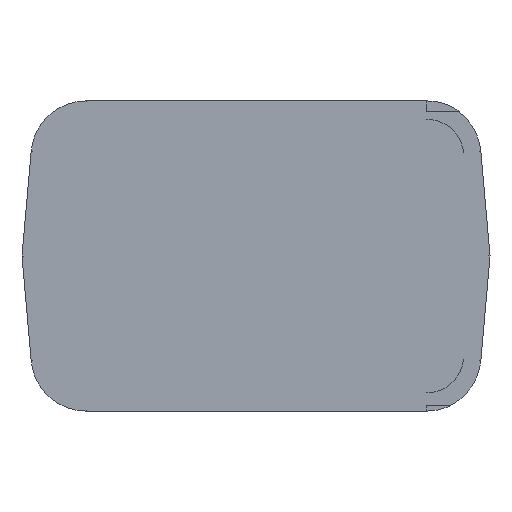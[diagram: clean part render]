
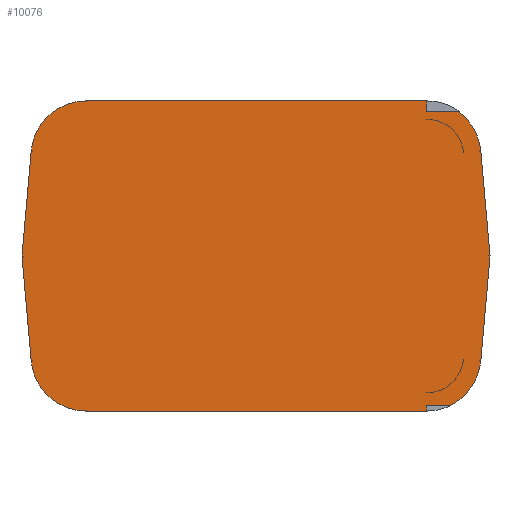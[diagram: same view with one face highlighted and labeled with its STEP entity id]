
A CAD part, left-side view. The second image highlights one B-rep face of the part: STEP entity #10076.
In plain terms, the highlighted planar face has unit normal (-1, 0, 0).
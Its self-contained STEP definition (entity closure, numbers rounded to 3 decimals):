
#1604=DIRECTION('',(0.,0.087,-0.996));
#1605=VECTOR('',#1604,39.949);
#1606=CARTESIAN_POINT('',(-59.,-67.987,0.));
#1607=LINE('',#1606,#1605);
#1616=DIRECTION('',(0.,-1.,0.));
#1617=VECTOR('',#1616,11.923);
#1618=CARTESIAN_POINT('',(-59.,-43.95,55.006));
#1619=LINE('',#1618,#1617);
#1620=DIRECTION('',(0.,0.,1.));
#1621=VECTOR('',#1620,2.006);
#1622=CARTESIAN_POINT('',(-59.,-43.95,-59.));
#1623=LINE('',#1622,#1621);
#1624=DIRECTION('',(0.,1.,0.));
#1625=VECTOR('',#1624,129.572);
#1626=CARTESIAN_POINT('',(-59.,-43.95,-59.));
#1627=LINE('',#1626,#1625);
#1628=CARTESIAN_POINT('',(-59.,85.622,-38.));
#1629=DIRECTION('',(1.,0.,0.));
#1630=DIRECTION('',(0.,0.,-1.));
#1631=AXIS2_PLACEMENT_3D('',#1628,#1629,#1630);
#1633=DIRECTION('',(0.,0.087,0.996));
#1634=VECTOR('',#1633,39.982);
#1635=CARTESIAN_POINT('',(-59.,106.542,-39.83));
#1636=LINE('',#1635,#1634);
#1637=DIRECTION('',(0.,-0.087,0.996));
#1638=VECTOR('',#1637,39.982);
#1639=CARTESIAN_POINT('',(-59.,110.027,0.));
#1640=LINE('',#1639,#1638);
#1641=CARTESIAN_POINT('',(-59.,85.622,38.));
#1642=DIRECTION('',(1.,0.,0.));
#1643=DIRECTION('',(0.,0.996,0.087));
#1644=AXIS2_PLACEMENT_3D('',#1641,#1642,#1643);
#1646=DIRECTION('',(0.,-1.,0.));
#1647=VECTOR('',#1646,129.572);
#1648=CARTESIAN_POINT('',(-59.,85.622,59.));
#1649=LINE('',#1648,#1647);
#1650=CARTESIAN_POINT('',(-59.,-43.95,55.006));
#1662=DIRECTION('',(0.,0.,-1.));
#1663=VECTOR('',#1662,3.994);
#1664=CARTESIAN_POINT('',(-59.,-43.95,59.));
#1665=LINE('',#1664,#1663);
#1679=CARTESIAN_POINT('',(-59.,-55.873,55.006));
#1699=CARTESIAN_POINT('',(-59.,-55.873,55.006));
#1700=CARTESIAN_POINT('',(-59.,-56.589,54.489));
#1701=CARTESIAN_POINT('',(-59.,-57.878,53.42));
#1702=CARTESIAN_POINT('',(-59.,-59.425,51.815));
#1703=CARTESIAN_POINT('',(-59.,-60.692,50.205));
#1704=CARTESIAN_POINT('',(-59.,-61.732,48.594));
#1705=CARTESIAN_POINT('',(-59.,-62.594,46.957));
#1706=CARTESIAN_POINT('',(-59.,-63.314,45.24));
#1707=CARTESIAN_POINT('',(-59.,-63.879,43.463));
#1708=CARTESIAN_POINT('',(-59.,-64.285,41.64));
#1709=CARTESIAN_POINT('',(-59.,-64.445,40.414));
#1710=CARTESIAN_POINT('',(-59.,-64.499,39.796));
#2618=DIRECTION('',(0.,-0.087,-0.996));
#2619=VECTOR('',#2618,39.949);
#2620=CARTESIAN_POINT('',(-59.,-64.499,39.796));
#2621=LINE('',#2620,#2619);
#6322=CARTESIAN_POINT('',(-59.,-52.503,-56.994));
#6328=CARTESIAN_POINT('',(-59.,-64.499,-39.796));
#6329=CARTESIAN_POINT('',(-59.,-64.444,-40.424));
#6330=CARTESIAN_POINT('',(-59.,-64.281,-41.67));
#6331=CARTESIAN_POINT('',(-59.,-63.864,-43.523));
#6332=CARTESIAN_POINT('',(-59.,-63.282,-45.329));
#6333=CARTESIAN_POINT('',(-59.,-62.543,-47.068));
#6334=CARTESIAN_POINT('',(-59.,-61.656,-48.722));
#6335=CARTESIAN_POINT('',(-59.,-60.642,-50.267));
#6336=CARTESIAN_POINT('',(-59.,-59.522,-51.688));
#6337=CARTESIAN_POINT('',(-59.,-58.302,-52.989));
#6338=CARTESIAN_POINT('',(-59.,-56.985,-54.177));
#6339=CARTESIAN_POINT('',(-59.,-55.576,-55.247));
#6340=CARTESIAN_POINT('',(-59.,-54.082,-56.196));
#6341=CARTESIAN_POINT('',(-59.,-53.038,-56.742));
#6342=CARTESIAN_POINT('',(-59.,-52.503,-56.994));
#6362=DIRECTION('',(0.,-1.,0.));
#6363=VECTOR('',#6362,8.553);
#6364=CARTESIAN_POINT('',(-59.,-43.95,-56.994));
#6365=LINE('',#6364,#6363);
#6373=CARTESIAN_POINT('',(-59.,-43.95,-56.994));
#7946=CARTESIAN_POINT('',(-59.,106.542,-39.83));
#7947=CARTESIAN_POINT('',(-59.,110.027,0.));
#7948=VERTEX_POINT('',#7946);
#7949=VERTEX_POINT('',#7947);
#7950=CARTESIAN_POINT('',(-59.,106.542,39.83));
#7951=VERTEX_POINT('',#7950);
#7952=CARTESIAN_POINT('',(-59.,85.622,59.));
#7953=VERTEX_POINT('',#7952);
#7954=CARTESIAN_POINT('',(-59.,-43.95,59.));
#7955=VERTEX_POINT('',#7954);
#7956=CARTESIAN_POINT('',(-59.,-43.95,-59.));
#7957=CARTESIAN_POINT('',(-59.,85.622,-59.));
#7958=VERTEX_POINT('',#7956);
#7959=VERTEX_POINT('',#7957);
#7992=VERTEX_POINT('',#1679);
#7993=VERTEX_POINT('',#1710);
#7994=VERTEX_POINT('',#1650);
#7995=CARTESIAN_POINT('',(-59.,-67.987,0.));
#7996=VERTEX_POINT('',#7995);
#7997=CARTESIAN_POINT('',(-59.,-64.499,-39.796));
#7998=VERTEX_POINT('',#7997);
#7999=VERTEX_POINT('',#6322);
#8001=VERTEX_POINT('',#6373);
#10042=CARTESIAN_POINT('',(-59.,119.816,58.528));
#10043=DIRECTION('',(1.,0.,0.));
#10044=DIRECTION('',(0.,0.,-1.));
#10045=AXIS2_PLACEMENT_3D('',#10042,#10043,#10044);
#10046=PLANE('',#10045);
#10048=ORIENTED_EDGE('',*,*,#10047,.T.);
#10050=ORIENTED_EDGE('',*,*,#10049,.T.);
#10052=ORIENTED_EDGE('',*,*,#10051,.T.);
#10054=ORIENTED_EDGE('',*,*,#10053,.T.);
#10055=ORIENTED_EDGE('',*,*,#10030,.T.);
#10057=ORIENTED_EDGE('',*,*,#10056,.T.);
#10059=ORIENTED_EDGE('',*,*,#10058,.F.);
#10061=ORIENTED_EDGE('',*,*,#10060,.F.);
#10063=ORIENTED_EDGE('',*,*,#10062,.T.);
#10065=ORIENTED_EDGE('',*,*,#10064,.T.);
#10067=ORIENTED_EDGE('',*,*,#10066,.T.);
#10069=ORIENTED_EDGE('',*,*,#10068,.T.);
#10071=ORIENTED_EDGE('',*,*,#10070,.T.);
#10073=ORIENTED_EDGE('',*,*,#10072,.T.);
#10074=EDGE_LOOP('',(#10048,#10050,#10052,#10054,#10055,#10057,#10059,#10061,
#10063,#10065,#10067,#10069,#10071,#10073));
#10075=FACE_OUTER_BOUND('',#10074,.F.);
#10076=ADVANCED_FACE('',(#10075),#10046,.F.);
#1632=CIRCLE('',#1631,21.);
#1645=CIRCLE('',#1644,21.);
#1711=B_SPLINE_CURVE_WITH_KNOTS('',3,(#1699,#1700,#1701,#1702,#1703,#1704,#1705,
#1706,#1707,#1708,#1709,#1710),.UNSPECIFIED.,.F.,.F.,(4,1,1,1,1,1,1,1,1,4),
(0.,0.111,0.222,0.333,0.444,
0.556,0.667,0.778,0.889,1.),
.UNSPECIFIED.);
#6343=B_SPLINE_CURVE_WITH_KNOTS('',3,(#6328,#6329,#6330,#6331,#6332,#6333,#6334,
#6335,#6336,#6337,#6338,#6339,#6340,#6341,#6342),.UNSPECIFIED.,.F.,.F.,(4,1,1,1,
1,1,1,1,1,1,1,1,4),(0.,0.083,0.167,0.25,
0.333,0.417,0.5,0.583,0.667,
0.75,0.833,0.917,1.),.UNSPECIFIED.);
#10030=EDGE_CURVE('',#7996,#7998,#1607,.T.);
#10047=EDGE_CURVE('',#7955,#7994,#1665,.T.);
#10049=EDGE_CURVE('',#7994,#7992,#1619,.T.);
#10051=EDGE_CURVE('',#7992,#7993,#1711,.T.);
#10053=EDGE_CURVE('',#7993,#7996,#2621,.T.);
#10056=EDGE_CURVE('',#7998,#7999,#6343,.T.);
#10058=EDGE_CURVE('',#8001,#7999,#6365,.T.);
#10060=EDGE_CURVE('',#7958,#8001,#1623,.T.);
#10062=EDGE_CURVE('',#7958,#7959,#1627,.T.);
#10064=EDGE_CURVE('',#7959,#7948,#1632,.T.);
#10066=EDGE_CURVE('',#7948,#7949,#1636,.T.);
#10068=EDGE_CURVE('',#7949,#7951,#1640,.T.);
#10070=EDGE_CURVE('',#7951,#7953,#1645,.T.);
#10072=EDGE_CURVE('',#7953,#7955,#1649,.T.);
